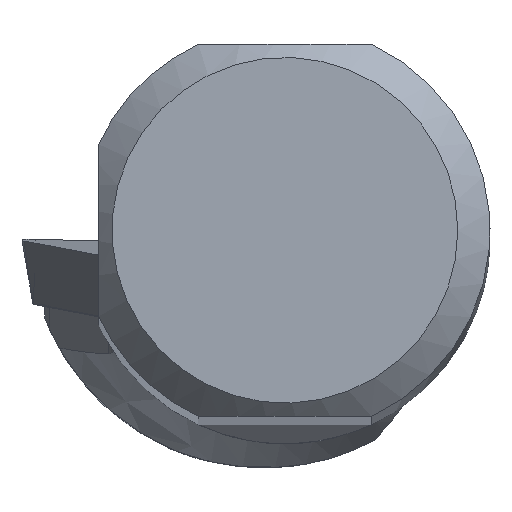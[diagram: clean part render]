
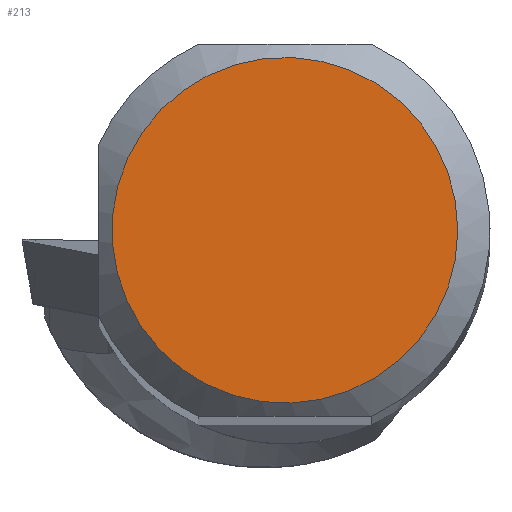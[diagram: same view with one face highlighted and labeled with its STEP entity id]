
A CAD part, top view. The second image highlights one B-rep face of the part: STEP entity #213.
In plain terms, the highlighted planar face has unit normal (0, 0, 1).
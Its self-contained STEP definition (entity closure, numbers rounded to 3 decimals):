
#161=FACE_OUTER_BOUND('',#463,.T.);
#213=ADVANCED_FACE('CU_SU_BP3',(#161),#253,.T.);
#253=PLANE('',#1197);
#463=EDGE_LOOP('',(#631));
#631=ORIENTED_EDGE('',*,*,#971,.T.);
#854=VERTEX_POINT('',#1933);
#971=EDGE_CURVE('',#854,#854,#1041,.T.);
#1041=CIRCLE('',#1196,10.691);
#1196=AXIS2_PLACEMENT_3D('',#1932,#1421,#1422);
#1197=AXIS2_PLACEMENT_3D('',#1934,#1423,#1424);
#1421=DIRECTION('',(0.,0.,1.));
#1422=DIRECTION('',(1.,0.,0.));
#1423=DIRECTION('',(0.,0.,1.));
#1424=DIRECTION('',(1.,0.,0.));
#1932=CARTESIAN_POINT('',(0.,0.,0.));
#1933=CARTESIAN_POINT('',(10.691,0.,0.));
#1934=CARTESIAN_POINT('',(0.,0.,0.));
